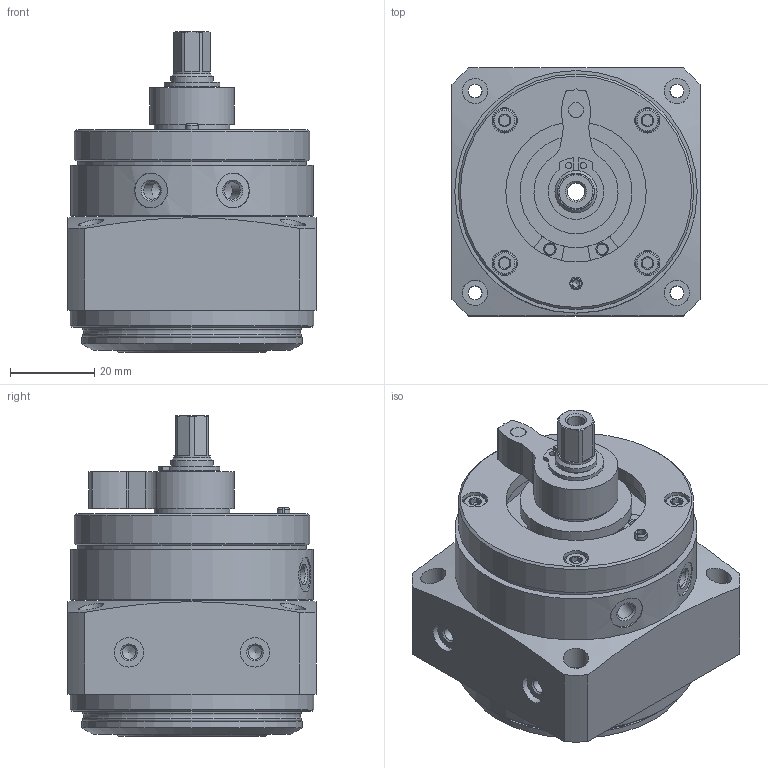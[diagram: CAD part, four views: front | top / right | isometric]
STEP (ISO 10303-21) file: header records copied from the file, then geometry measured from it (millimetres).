
FILE_DESCRIPTION(/* description */ ('STEP AP214'),/* implementation_level */ '2;1');
FILE_NAME(/* name */ '1369110_DSM-12-270-HD-A-B',/* time_stamp */ '2024-08-21T17:54:47+02:00',/* author */ ('License CC BY-ND 4.0'),/* organization */ ('CADENAS'),/* preprocessor_version */ 'ST-DEVELOPER v19.3',/* originating_system */ 'PARTsolutions',/* authorisation */ ' ');
FILE_SCHEMA (('AUTOMOTIVE_DESIGN {1 0 10303 214 3 1 1}'));
Length unit declared in the file: millimetre
Products named in the file (4): 1369110 DSM-12-270-HD-A-B---(0); 1405001 DSM-12-270-HD---(Geh); 342620 DSM-12_NS; 1405001 DSM-12-270-HD---(Kol)
Assembly tree (4 placements, depth 2):
  1369110 DSM-12-270-HD-A-B---(0)
    1405001 DSM-12-270-HD---(Geh)
    342620 DSM-12_NS  x2
    1405001 DSM-12-270-HD---(Kol)
Bounding box: 59 x 59 x 76.3 mm (x, y, z)
Volume: 134187.4 mm3; surface area: 42544.4 mm2
Topology: 4 solids, 4 shells, 364 faces, 796 edges, 513 vertices
Faces by surface type: plane 173, cylinder 118, cone 58, torus 15
Full cylindrical faces by diameter (mm): 1.5 x2, 2.1 x2, 2.459 x6, 3 x1, 3.242 x10, 3.3 x4, 3.7 x2, 4.134 x3, 5 x4, 5.5 x8, 6 x12, 7 x6, 8.3 x2, 8.7 x1, 9.6 x1, 10 x2, 12 x3, 15 x2, 18 x1, 23 x1, 26.6 x1, 33.4 x1, 37 x1, 42 x2, 43 x1, 46.8 x2, 52.5 x1, 54.4 x1, 56 x1, 57.65 x1
Entity records: 10065 total; most frequent: CARTESIAN_POINT 1602, DIRECTION 1537, ORIENTED_EDGE 1154, AXIS2_PLACEMENT_3D 650, FACE_BOUND 602, EDGE_LOOP 591, EDGE_CURVE 577, VERTEX_POINT 465
